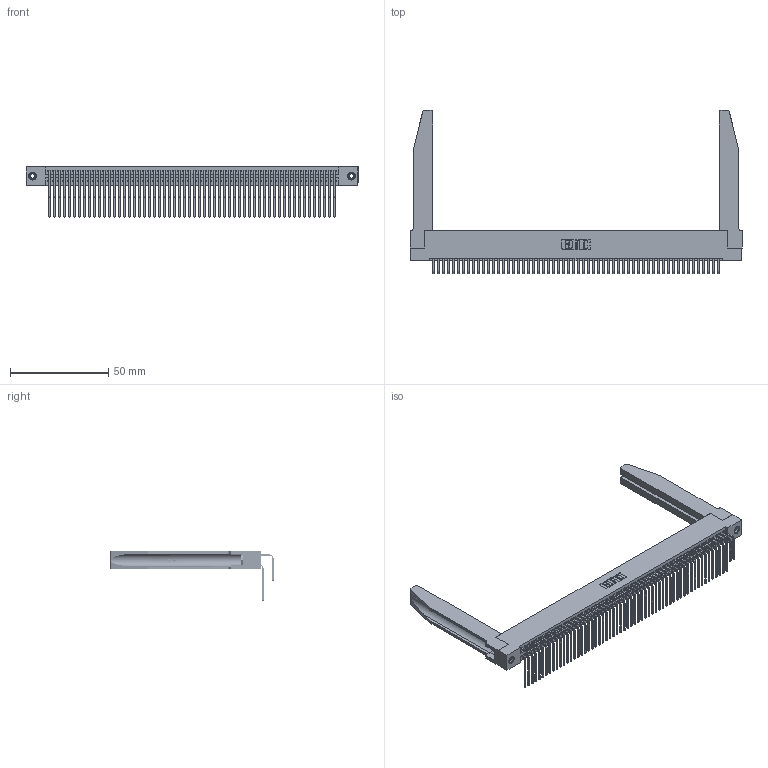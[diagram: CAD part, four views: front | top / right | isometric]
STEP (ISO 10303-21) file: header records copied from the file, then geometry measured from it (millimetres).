
FILE_DESCRIPTION (( 'STEP AP203' ), '1' );
FILE_NAME ('345-116-558-278.STEP', '2019-11-05T17:00:45', ( '' ), ( '' ), 'SwSTEP 2.0', 'SolidWorks 2016', '' );
FILE_SCHEMA (( 'CONFIG_CONTROL_DESIGN' ));
Length unit declared in the file: inch
Products named in the file (6): 345-292-001_558 559 Tail - 1; 345-250-001_345-250-001-102; 345-292-001_558 Tail - 2; 345-116-558-278; 345-220-078_345-220-078; 345 Part_Flush Mounting Lugs - 0.156 Dia-TH
Assembly tree (121 placements, depth 2):
  345-116-558-278
    345 Part_Flush Mounting Lugs - 0.156 Dia-TH
    345-292-001_558 559 Tail - 1  x58
    345-292-001_558 Tail - 2  x58
    345-250-001_345-250-001-102  x2
    345-220-078_345-220-078  x2
Bounding box: 168.55 x 82.79 x 25.53 mm (x, y, z)
Volume: 24961.7 mm3; surface area: 35706.5 mm2
Topology: 121 solids, 121 shells, 6392 faces, 18929 edges, 12454 vertices
Faces by surface type: plane 4282, cylinder 2058, bspline 36, cone 12, torus 4
Entity records: 49746 total; most frequent: CARTESIAN_POINT 9286, ORIENTED_EDGE 8066, DIRECTION 7135, EDGE_CURVE 4033, VECTOR 3535, LINE 3535, VERTEX_POINT 2680, AXIS2_PLACEMENT_3D 1800
